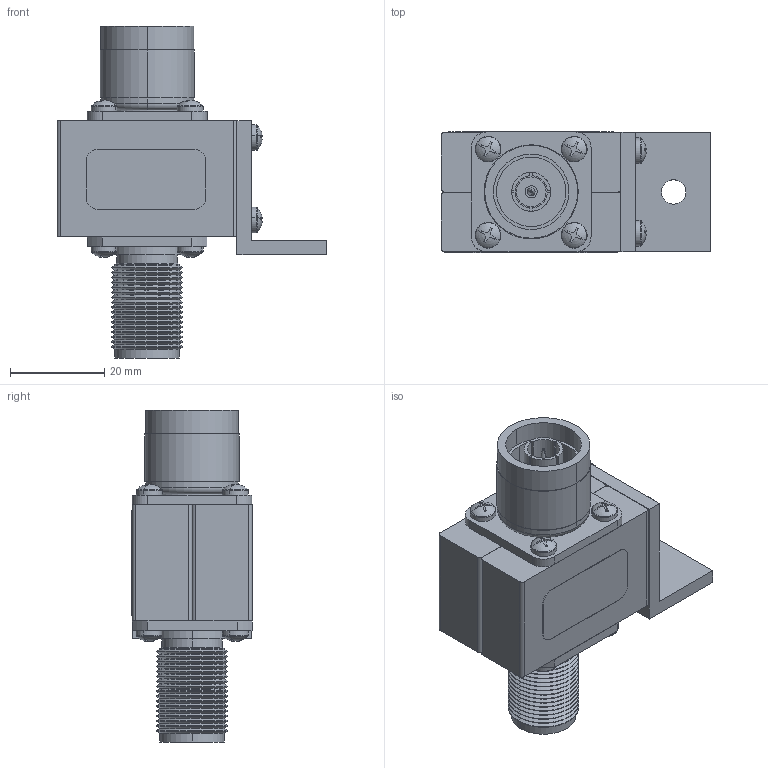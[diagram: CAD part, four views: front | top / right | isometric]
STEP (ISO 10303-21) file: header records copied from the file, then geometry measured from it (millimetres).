
FILE_DESCRIPTION (( 'STEP AP214' ), '1' );
FILE_NAME ('IS-B50HN-C1-ME.STEP', '2019-07-30T20:31:42', ( '' ), ( '' ), 'SwSTEP 2.0', 'SolidWorks 2019', '' );
FILE_SCHEMA (( 'AUTOMOTIVE_DESIGN' ));
Length unit declared in the file: inch
Products named in the file (14): IS-B50HN-C1-ME; 5210-0018; 5100-0004-01; 2011-6101-01; 5100-0004; 7020-0472; 1081-0251-05; 2012-6100; Solder_2600-166; 9040-0290; 2012-6100-02; 4033-0106; 4001-0002; 2003-1052
Assembly tree (23 placements, depth 4):
  IS-B50HN-C1-ME
    5100-0004-01
    5100-0004
    5210-0018
    2011-6101-01
    1081-0251-05  x12
    2003-1052
    9040-0290
      2012-6100-02
        2012-6100
      4033-0106
      4001-0002
    7020-0472
  Solder_2600-166
Bounding box: 57.15 x 25.64 x 70.36 mm (x, y, z)
Volume: 30815.2 mm3; surface area: 23100.1 mm2
Topology: 21 solids, 21 shells, 2797 faces, 6736 edges, 4099 vertices
Faces by surface type: plane 1025, cone 700, cylinder 670, bspline 346, torus 54, sphere 2
Entity records: 81559 total; most frequent: CARTESIAN_POINT 29623, ORIENTED_EDGE 8376, DIRECTION 6711, EDGE_CURVE 4188, VECTOR 2751, LINE 2751, VERTEX_POINT 2702, AXIS2_PLACEMENT_3D 1980
